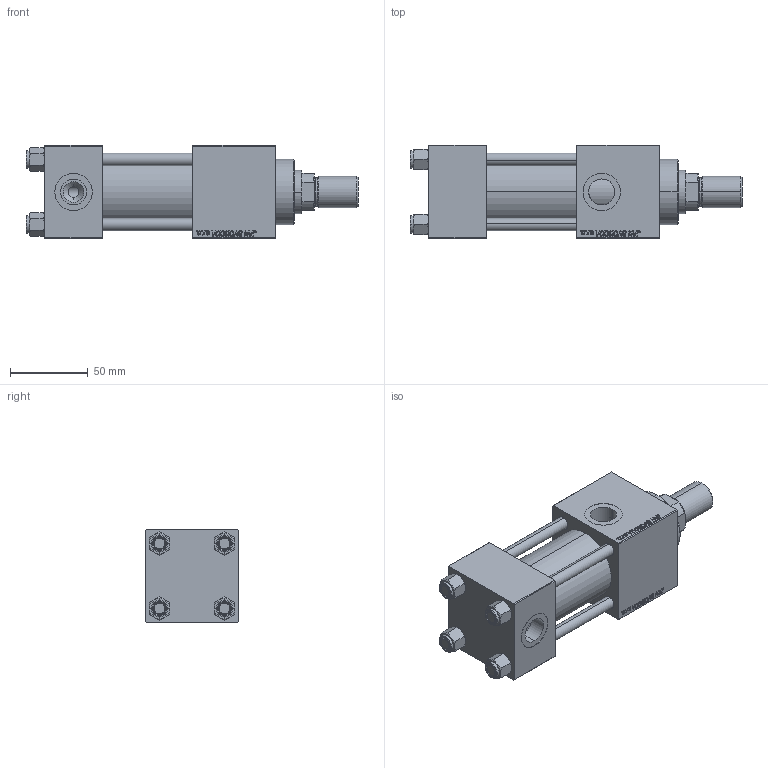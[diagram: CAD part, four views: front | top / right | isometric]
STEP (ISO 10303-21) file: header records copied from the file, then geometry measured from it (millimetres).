
FILE_DESCRIPTION (( 'STEP AP203' ), '1' );
FILE_NAME ('aea1.STEP', '2023-08-23T09:32:57', ( '' ), ( '' ), 'SwSTEP 2.0', 'SolidWorks 2019', '' );
FILE_SCHEMA (( 'CONFIG_CONTROL_DESIGN' ));
Length unit declared in the file: millimetre
Products named in the file (7): ROD_END_AH de1d0db6fbf5b4f54376b1011292c813; V215_VC_A de1d0db6fbf5b4f54376b1011292c813; V215CR_VCP_C de1d0db6fbf5b4f54376b1011292c813; NUT_M5_C de1d0db6fbf5b4f54376b1011292c813; V215CR_C_TYCINKA de1d0db6fbf5b4f54376b1011292c813; V215CR_C_Body de1d0db6fbf5b4f54376b1011292c813; aea1
Assembly tree (12 placements, depth 2):
  aea1
    V215CR_C_Body de1d0db6fbf5b4f54376b1011292c813
    V215CR_VCP_C de1d0db6fbf5b4f54376b1011292c813
    NUT_M5_C de1d0db6fbf5b4f54376b1011292c813  x4
    V215CR_C_TYCINKA de1d0db6fbf5b4f54376b1011292c813  x4
    V215_VC_A de1d0db6fbf5b4f54376b1011292c813
    ROD_END_AH de1d0db6fbf5b4f54376b1011292c813
Bounding box: 213 x 60 x 60 mm (x, y, z)
Volume: 432757.2 mm3; surface area: 113864.6 mm2
Topology: 12 solids, 12 shells, 1163 faces, 2902 edges, 1881 vertices
Faces by surface type: plane 530, bspline 392, cone 140, cylinder 91, torus 10
Entity records: 50687 total; most frequent: CARTESIAN_POINT 27166, ORIENTED_EDGE 5296, DIRECTION 3378, EDGE_CURVE 2648, VERTEX_POINT 1737, VECTOR 1600, LINE 1600, EDGE_LOOP 1173
